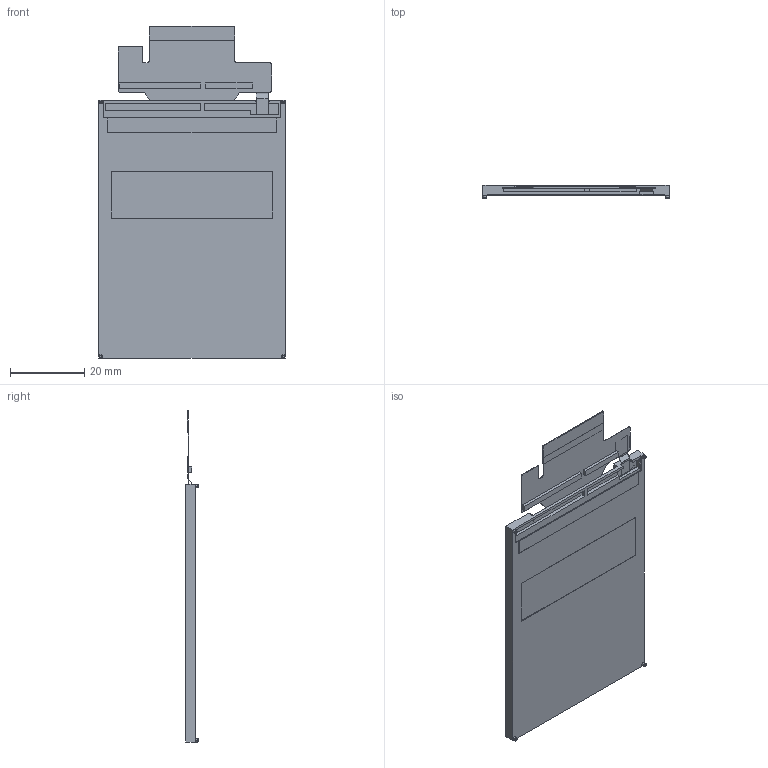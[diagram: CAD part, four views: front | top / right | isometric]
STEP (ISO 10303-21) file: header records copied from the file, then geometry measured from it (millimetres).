
FILE_DESCRIPTION((''),'2;1');
FILE_NAME('TM028HDZ29','2021-01-25T',('xuelian_xin'),(''),'CREO PARAMETRIC BY PTC INC, 2015480','CREO PARAMETRIC BY PTC INC, 2015480','');
FILE_SCHEMA(('AUTOMOTIVE_DESIGN { 1 0 10303 214 1 1 1 1 }'));
Length unit declared in the file: millimetre
Products named in the file (1): TM028HDZ29
Bounding box: 50 x 3.45 x 89.2 mm (x, y, z)
Volume: 8396.2 mm3; surface area: 9787.4 mm2
Topology: 1 solids, 1 shells, 195 faces, 543 edges, 354 vertices
Faces by surface type: plane 134, cylinder 53, torus 8
Entity records: 7921 total; most frequent: CARTESIAN_POINT 1094, ORIENTED_EDGE 1086, DIRECTION 1059, PRESENTATION_STYLE_ASSIGNMENT 544, STYLED_ITEM 544, CURVE_STYLE 543, EDGE_CURVE 543, VECTOR 417
